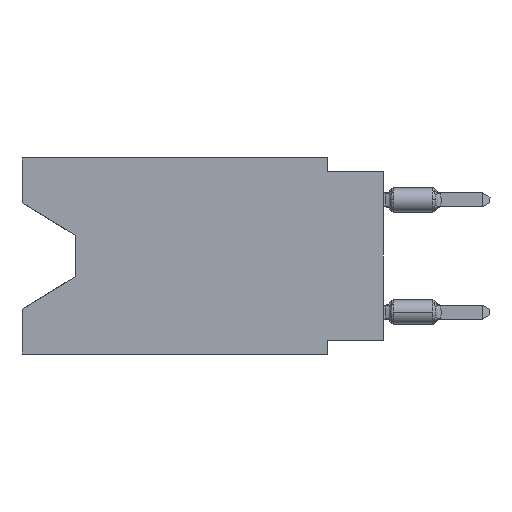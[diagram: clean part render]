
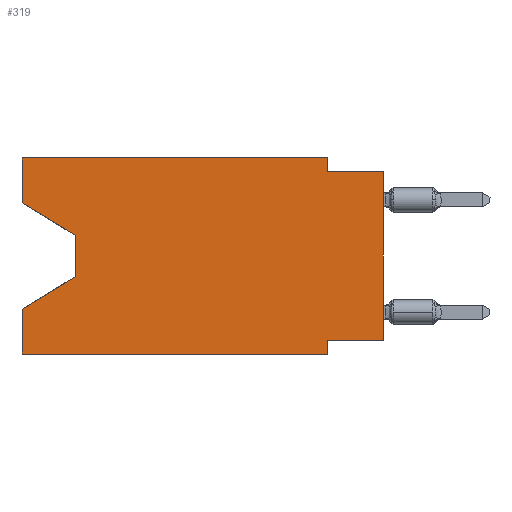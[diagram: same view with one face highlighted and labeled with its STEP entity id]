
A CAD part, left-side view. The second image highlights one B-rep face of the part: STEP entity #319.
In plain terms, the highlighted planar face has unit normal (-1, 0, 0).
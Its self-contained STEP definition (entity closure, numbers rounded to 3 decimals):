
#103 = LINE ( 'NONE', #10238, #6498 ) ;
#141 = VERTEX_POINT ( 'NONE', #13648 ) ;
#246 = EDGE_CURVE ( 'NONE', #7441, #4840, #13039, .T. ) ;
#276 = VECTOR ( 'NONE', #10560, 1000. ) ;
#319 = ADVANCED_FACE ( 'NONE', ( #7226 ), #539, .F. ) ;
#383 = CARTESIAN_POINT ( 'NONE',  ( 0., 2.54, -8.89 ) ) ;
#539 = PLANE ( 'NONE',  #3395 ) ;
#666 = DIRECTION ( 'NONE',  ( 0., 0., 1. ) ) ;
#1439 = DIRECTION ( 'NONE',  ( 0., 0., -1. ) ) ;
#1674 = VERTEX_POINT ( 'NONE', #10582 ) ;
#1762 = ORIENTED_EDGE ( 'NONE', *, *, #246, .F. ) ;
#2051 = VECTOR ( 'NONE', #4572, 1000. ) ;
#2311 = VERTEX_POINT ( 'NONE', #4693 ) ;
#2654 = LINE ( 'NONE', #5230, #3013 ) ;
#2698 = EDGE_CURVE ( 'NONE', #8633, #2311, #103, .T. ) ;
#2722 = VECTOR ( 'NONE', #1439, 1000. ) ;
#2824 = DIRECTION ( 'NONE',  ( 1., 0., 0. ) ) ;
#3013 = VECTOR ( 'NONE', #11952, 1000. ) ;
#3124 = VECTOR ( 'NONE', #14939, 1000. ) ;
#3157 = EDGE_CURVE ( 'NONE', #4924, #141, #7998, .T. ) ;
#3373 = CARTESIAN_POINT ( 'NONE',  ( 0., 16.383, 0. ) ) ;
#3395 = AXIS2_PLACEMENT_3D ( 'NONE', #10890, #2824, #13333 ) ;
#3438 = CARTESIAN_POINT ( 'NONE',  ( 0., 16.383, -8.89 ) ) ;
#3712 = CARTESIAN_POINT ( 'NONE',  ( 0., 16.383, -2.038 ) ) ;
#4099 = LINE ( 'NONE', #13400, #12203 ) ;
#4178 = CARTESIAN_POINT ( 'NONE',  ( 0., 16.383, 0. ) ) ;
#4180 = CARTESIAN_POINT ( 'NONE',  ( 0., 13.97, -3.505 ) ) ;
#4368 = ORIENTED_EDGE ( 'NONE', *, *, #8219, .F. ) ;
#4558 = CARTESIAN_POINT ( 'NONE',  ( 0., 13.97, -5.385 ) ) ;
#4572 = DIRECTION ( 'NONE',  ( 0., 0., 1. ) ) ;
#4576 = DIRECTION ( 'NONE',  ( 0., 1., 0. ) ) ;
#4649 = LINE ( 'NONE', #8222, #2051 ) ;
#4693 = CARTESIAN_POINT ( 'NONE',  ( 0., 16.383, -6.852 ) ) ;
#4840 = VERTEX_POINT ( 'NONE', #9657 ) ;
#4905 = VECTOR ( 'NONE', #5374, 1000. ) ;
#4924 = VERTEX_POINT ( 'NONE', #13170 ) ;
#5061 = CARTESIAN_POINT ( 'NONE',  ( 0., 0., -8.255 ) ) ;
#5084 = VERTEX_POINT ( 'NONE', #6666 ) ;
#5230 = CARTESIAN_POINT ( 'NONE',  ( 0., 16.383, 0. ) ) ;
#5333 = EDGE_CURVE ( 'NONE', #9785, #12522, #9637, .T. ) ;
#5374 = DIRECTION ( 'NONE',  ( 0., -1., 0. ) ) ;
#5718 = CARTESIAN_POINT ( 'NONE',  ( 0., 0., -8.255 ) ) ;
#5955 = ORIENTED_EDGE ( 'NONE', *, *, #9254, .T. ) ;
#6012 = EDGE_CURVE ( 'NONE', #5084, #1674, #12027, .T. ) ;
#6191 = EDGE_LOOP ( 'NONE', ( #10906, #5955, #10424, #14116, #14957, #10005, #1762, #6532, #9413, #7467, #7179, #4368 ) ) ;
#6467 = CARTESIAN_POINT ( 'NONE',  ( 0., 13.97, -3.505 ) ) ;
#6498 = VECTOR ( 'NONE', #14888, 1000. ) ;
#6532 = ORIENTED_EDGE ( 'NONE', *, *, #13925, .T. ) ;
#6601 = EDGE_CURVE ( 'NONE', #13609, #5084, #10231, .T. ) ;
#6666 = CARTESIAN_POINT ( 'NONE',  ( 0., 2.54, -0.635 ) ) ;
#7147 = LINE ( 'NONE', #383, #2722 ) ;
#7148 = EDGE_CURVE ( 'NONE', #10629, #13609, #2654, .T. ) ;
#7179 = ORIENTED_EDGE ( 'NONE', *, *, #7148, .F. ) ;
#7226 = FACE_OUTER_BOUND ( 'NONE', #6191, .T. ) ;
#7441 = VERTEX_POINT ( 'NONE', #5061 ) ;
#7467 = ORIENTED_EDGE ( 'NONE', *, *, #6601, .F. ) ;
#7751 = VECTOR ( 'NONE', #4576, 1000. ) ;
#7771 = DIRECTION ( 'NONE',  ( 0., 0., -1. ) ) ;
#7998 = LINE ( 'NONE', #3438, #3124 ) ;
#8165 = CARTESIAN_POINT ( 'NONE',  ( 0., 2.54, 0. ) ) ;
#8219 = EDGE_CURVE ( 'NONE', #9785, #10629, #4649, .T. ) ;
#8222 = CARTESIAN_POINT ( 'NONE',  ( 0., 16.383, 0. ) ) ;
#8589 = CARTESIAN_POINT ( 'NONE',  ( 0., 0., -0.635 ) ) ;
#8633 = VERTEX_POINT ( 'NONE', #4558 ) ;
#9185 = CARTESIAN_POINT ( 'NONE',  ( 0., 16.383, -2.038 ) ) ;
#9254 = EDGE_CURVE ( 'NONE', #12522, #8633, #14783, .T. ) ;
#9413 = ORIENTED_EDGE ( 'NONE', *, *, #6012, .F. ) ;
#9637 = LINE ( 'NONE', #3712, #276 ) ;
#9657 = CARTESIAN_POINT ( 'NONE',  ( 0., 2.54, -8.255 ) ) ;
#9785 = VERTEX_POINT ( 'NONE', #9185 ) ;
#10005 = ORIENTED_EDGE ( 'NONE', *, *, #12303, .F. ) ;
#10231 = LINE ( 'NONE', #8165, #10325 ) ;
#10238 = CARTESIAN_POINT ( 'NONE',  ( 0., 13.97, -5.385 ) ) ;
#10325 = VECTOR ( 'NONE', #12824, 1000. ) ;
#10424 = ORIENTED_EDGE ( 'NONE', *, *, #2698, .T. ) ;
#10560 = DIRECTION ( 'NONE',  ( 0., -0.855, -0.519 ) ) ;
#10582 = CARTESIAN_POINT ( 'NONE',  ( 0., 0., -0.635 ) ) ;
#10629 = VERTEX_POINT ( 'NONE', #3373 ) ;
#10890 = CARTESIAN_POINT ( 'NONE',  ( 0., 16.383, 0. ) ) ;
#10906 = ORIENTED_EDGE ( 'NONE', *, *, #5333, .T. ) ;
#11338 = LINE ( 'NONE', #4178, #13663 ) ;
#11952 = DIRECTION ( 'NONE',  ( 0., -1., 0. ) ) ;
#12027 = LINE ( 'NONE', #8589, #4905 ) ;
#12203 = VECTOR ( 'NONE', #666, 1000. ) ;
#12250 = VECTOR ( 'NONE', #7771, 1000. ) ;
#12303 = EDGE_CURVE ( 'NONE', #4840, #141, #7147, .T. ) ;
#12489 = DIRECTION ( 'NONE',  ( 0., 0., 1. ) ) ;
#12522 = VERTEX_POINT ( 'NONE', #4180 ) ;
#12824 = DIRECTION ( 'NONE',  ( 0., 0., -1. ) ) ;
#13039 = LINE ( 'NONE', #5718, #7751 ) ;
#13170 = CARTESIAN_POINT ( 'NONE',  ( 0., 16.383, -8.89 ) ) ;
#13333 = DIRECTION ( 'NONE',  ( 0., 0., -1. ) ) ;
#13400 = CARTESIAN_POINT ( 'NONE',  ( 0., 0., 0. ) ) ;
#13609 = VERTEX_POINT ( 'NONE', #14931 ) ;
#13648 = CARTESIAN_POINT ( 'NONE',  ( 0., 2.54, -8.89 ) ) ;
#13663 = VECTOR ( 'NONE', #12489, 1000. ) ;
#13925 = EDGE_CURVE ( 'NONE', #7441, #1674, #4099, .T. ) ;
#14116 = ORIENTED_EDGE ( 'NONE', *, *, #14141, .F. ) ;
#14141 = EDGE_CURVE ( 'NONE', #4924, #2311, #11338, .T. ) ;
#14783 = LINE ( 'NONE', #6467, #12250 ) ;
#14888 = DIRECTION ( 'NONE',  ( 0., 0.855, -0.519 ) ) ;
#14931 = CARTESIAN_POINT ( 'NONE',  ( 0., 2.54, 0. ) ) ;
#14939 = DIRECTION ( 'NONE',  ( 0., -1., 0. ) ) ;
#14957 = ORIENTED_EDGE ( 'NONE', *, *, #3157, .T. ) ;
